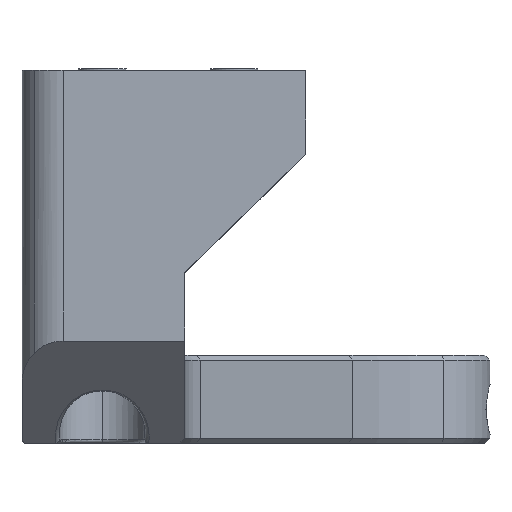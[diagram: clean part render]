
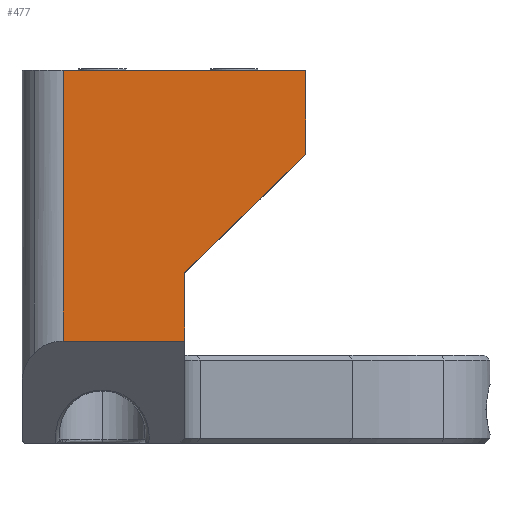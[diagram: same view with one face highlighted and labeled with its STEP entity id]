
A CAD part, left-side view. The second image highlights one B-rep face of the part: STEP entity #477.
In plain terms, the highlighted planar face has unit normal (-1, 0, 0).
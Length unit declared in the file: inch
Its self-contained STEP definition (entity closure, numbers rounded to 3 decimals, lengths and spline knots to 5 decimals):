
#477=ADVANCED_FACE('',(#1254),#1255,.F.);
#1254=FACE_OUTER_BOUND('',#2415,.T.);
#1255=PLANE('',#2416);
#2415=EDGE_LOOP('',(#3964,#3965,#3966,#3967,#3968,#3969));
#2416=AXIS2_PLACEMENT_3D('',#3970,#3971,#3972);
#3964=ORIENTED_EDGE('',*,*,#6964,.F.);
#3965=ORIENTED_EDGE('',*,*,#6965,.T.);
#3966=ORIENTED_EDGE('',*,*,#6966,.T.);
#3967=ORIENTED_EDGE('',*,*,#6967,.T.);
#3968=ORIENTED_EDGE('',*,*,#6968,.F.);
#3969=ORIENTED_EDGE('',*,*,#6969,.F.);
#3970=CARTESIAN_POINT('',(-0.47246,0.75027,2.43866));
#3971=DIRECTION('',(1.0,0.0,0.0));
#3972=DIRECTION('',(0.0,0.0,-1.0));
#6964=EDGE_CURVE('',#8417,#8418,#8419,.T.);
#6965=EDGE_CURVE('',#8417,#8420,#8421,.F.);
#6966=EDGE_CURVE('',#8420,#8422,#8423,.T.);
#6967=EDGE_CURVE('',#8422,#8424,#8425,.T.);
#6968=EDGE_CURVE('',#8426,#8424,#8427,.F.);
#6969=EDGE_CURVE('',#8418,#8426,#8428,.F.);
#8417=VERTEX_POINT('',#10444);
#8418=VERTEX_POINT('',#10445);
#8419=LINE('',#10446,#10447);
#8420=VERTEX_POINT('',#10448);
#8421=LINE('',#10449,#10450);
#8422=VERTEX_POINT('',#10451);
#8423=LINE('',#10452,#10453);
#8424=VERTEX_POINT('',#10454);
#8425=LINE('',#10455,#10456);
#8426=VERTEX_POINT('',#10457);
#8427=LINE('',#10458,#10459);
#8428=LINE('',#10460,#10461);
#10444=CARTESIAN_POINT('',(-0.47246,0.18702,0.48864));
#10445=CARTESIAN_POINT('',(-0.47246,0.18702,1.7834));
#10446=CARTESIAN_POINT('',(-0.47246,0.18702,1.66715));
#10447=VECTOR('',#12895,1.0);
#10448=CARTESIAN_POINT('',(-0.47246,-0.39369,0.48864));
#10449=CARTESIAN_POINT('',(-0.47246,0.57199,0.48864));
#10450=VECTOR('',#12896,1.0);
#10451=CARTESIAN_POINT('',(-0.47246,-0.39369,0.81562));
#10452=CARTESIAN_POINT('',(-0.47246,-0.39369,2.11103));
#10453=VECTOR('',#12897,1.0);
#10454=CARTESIAN_POINT('',(-0.47246,-0.97442,1.38172));
#10455=CARTESIAN_POINT('',(-0.47246,-1.09407,1.49836));
#10456=VECTOR('',#12898,1.);
#10457=CARTESIAN_POINT('',(-0.47246,-0.97442,1.7834));
#10458=CARTESIAN_POINT('',(-0.47246,-0.97442,2.11103));
#10459=VECTOR('',#12899,1.0);
#10460=CARTESIAN_POINT('',(-0.47246,-3.44057,1.7834));
#10461=VECTOR('',#12900,1.0);
#12895=DIRECTION('',(0.0,0.0,1.0));
#12896=DIRECTION('',(0.0,1.0,0.0));
#12897=DIRECTION('',(0.0,0.0,1.0));
#12898=DIRECTION('',(0.0,-0.716,0.698));
#12899=DIRECTION('',(0.0,0.0,1.0));
#12900=DIRECTION('',(0.0,1.0,0.0));
